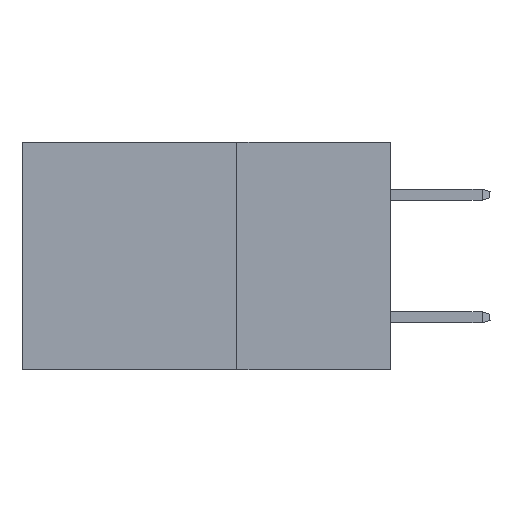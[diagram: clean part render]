
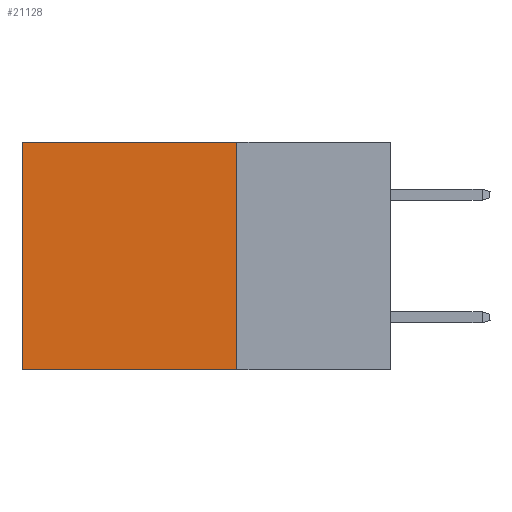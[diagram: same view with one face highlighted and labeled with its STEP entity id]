
A CAD part, left-side view. The second image highlights one B-rep face of the part: STEP entity #21128.
In plain terms, the highlighted planar face has unit normal (-1, 0, 0).
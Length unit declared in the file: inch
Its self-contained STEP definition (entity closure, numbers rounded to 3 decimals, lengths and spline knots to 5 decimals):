
#560 = AXIS2_PLACEMENT_3D ( 'NONE', #3431, #34487, #9146 ) ;
#3431 = CARTESIAN_POINT ( 'NONE',  ( 0.2875, 0.25, 0. ) ) ;
#5157 = ORIENTED_EDGE ( 'NONE', *, *, #30186, .T. ) ;
#5501 = VERTEX_POINT ( 'NONE', #15680 ) ;
#5522 = VERTEX_POINT ( 'NONE', #18828 ) ;
#5995 = ORIENTED_EDGE ( 'NONE', *, *, #12188, .F. ) ;
#6779 = DIRECTION ( 'NONE',  ( 0., 0., -1. ) ) ;
#7686 = DIRECTION ( 'NONE',  ( 0., 1., 0. ) ) ;
#8921 = CARTESIAN_POINT ( 'NONE',  ( 0.2875, 0.25, 0. ) ) ;
#9146 = DIRECTION ( 'NONE',  ( 0., 0., -1. ) ) ;
#12000 = VECTOR ( 'NONE', #25087, 39.37008 ) ;
#12188 = EDGE_CURVE ( 'NONE', #5501, #5522, #18421, .T. ) ;
#13411 = LINE ( 'NONE', #29474, #26594 ) ;
#14045 = FACE_OUTER_BOUND ( 'NONE', #26089, .T. ) ;
#15680 = CARTESIAN_POINT ( 'NONE',  ( 0.2875, 0.25, -0.37 ) ) ;
#16876 = VERTEX_POINT ( 'NONE', #28649 ) ;
#17497 = DIRECTION ( 'NONE',  ( 0., 1., 0. ) ) ;
#17615 = ORIENTED_EDGE ( 'NONE', *, *, #19698, .F. ) ;
#18421 = LINE ( 'NONE', #29788, #22368 ) ;
#18828 = CARTESIAN_POINT ( 'NONE',  ( 0.2875, 0.6, -0.37 ) ) ;
#19198 = CARTESIAN_POINT ( 'NONE',  ( 0.2875, 0.25, 0. ) ) ;
#19698 = EDGE_CURVE ( 'NONE', #26902, #5501, #34335, .T. ) ;
#20283 = ORIENTED_EDGE ( 'NONE', *, *, #25988, .T. ) ;
#21128 = ADVANCED_FACE ( 'NONE', ( #14045 ), #22851, .F. ) ;
#22368 = VECTOR ( 'NONE', #7686, 39.37008 ) ;
#22851 = PLANE ( 'NONE',  #560 ) ;
#25087 = DIRECTION ( 'NONE',  ( 0., 0., -1. ) ) ;
#25643 = VECTOR ( 'NONE', #17497, 39.37008 ) ;
#25988 = EDGE_CURVE ( 'NONE', #16876, #5522, #13411, .T. ) ;
#26089 = EDGE_LOOP ( 'NONE', ( #20283, #5995, #17615, #5157 ) ) ;
#26594 = VECTOR ( 'NONE', #6779, 39.37008 ) ;
#26902 = VERTEX_POINT ( 'NONE', #27217 ) ;
#27217 = CARTESIAN_POINT ( 'NONE',  ( 0.2875, 0.25, 0. ) ) ;
#28649 = CARTESIAN_POINT ( 'NONE',  ( 0.2875, 0.6, 0. ) ) ;
#29474 = CARTESIAN_POINT ( 'NONE',  ( 0.2875, 0.6, 0. ) ) ;
#29788 = CARTESIAN_POINT ( 'NONE',  ( 0.2875, 0.25, -0.37 ) ) ;
#30186 = EDGE_CURVE ( 'NONE', #26902, #16876, #33955, .T. ) ;
#33955 = LINE ( 'NONE', #8921, #25643 ) ;
#34335 = LINE ( 'NONE', #19198, #12000 ) ;
#34487 = DIRECTION ( 'NONE',  ( 1., 0., 0. ) ) ;
